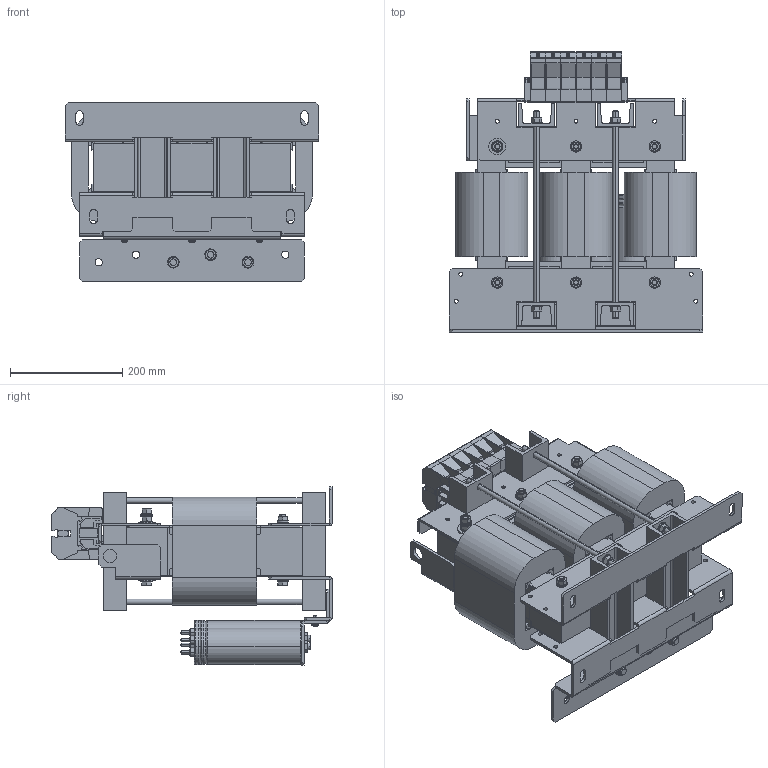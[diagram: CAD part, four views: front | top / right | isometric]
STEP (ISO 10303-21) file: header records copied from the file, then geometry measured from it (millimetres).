
FILE_DESCRIPTION (( 'STEP AP214' ), '1' );
FILE_NAME ('B 1002052.STEP', '2014-04-24T09:56:35', ( '' ), ( '' ), 'SwSTEP 2.0', 'SolidWorks 2012', '' );
FILE_SCHEMA (( 'AUTOMOTIVE_DESIGN' ));
Length unit declared in the file: millimetre
Products named in the file (28): WDU 95N_120N beige +2210-0083; +2216-0033; #050-0965; Eckprofil 7x150mm; +3810-0160; #700-1357; hex thin nut chamfered gradeab_din_Hexagon Thin Nut ISO 4035 - M12 - N; toothed lock washer 1_din_DIN 6797-A13; Isolierbuchse M10_M05; M10x130DIN933; pan head cross recess screw_din_ISO 7045 - M6 x 16 - Z --- 16N; plain washer grade a_din_Washer DIN 125 - A 6.4; M10x120DIN933; curved spring lock washer_din_Spring washer DIN 128 - A10; hex nut style 1 gradeab_din_Hexagon Nut ISO 4032 - M10 - D - N; plain washer grade a_din_Washer DIN 125 - A 10.5; plain washer large_din_Washer DIN 9021 - 10.5; #144-0208; #040-1292; #040-1293a; #050-1043_140303 Version a; #080-0624; #040-1310; Alu-Platte 90x55x2mm; Kern f黵 B 1002052; HGW-Platte 150x80x1mm; Wickel f黵 B 1002052; B 1002052
Assembly tree (128 placements, depth 2):
  B 1002052
    Wickel f黵 B 1002052  x3
    HGW-Platte 150x80x1mm  x6
    Kern f黵 B 1002052
    Alu-Platte 90x55x2mm  x8
    #040-1310
    #080-0624
    #050-1043_140303 Version a
    #040-1293a
    #040-1292
    #144-0208  x6
    plain washer large_din_Washer DIN 9021 - 10.5  x2
    plain washer grade a_din_Washer DIN 125 - A 10.5  x22
    hex nut style 1 gradeab_din_Hexagon Nut ISO 4032 - M10 - D - N  x15
    curved spring lock washer_din_Spring washer DIN 128 - A10
    M10x120DIN933  x5
    plain washer grade a_din_Washer DIN 125 - A 6.4  x3
    pan head cross recess screw_din_ISO 7045 - M6 x 16 - Z --- 16N  x3
    M10x130DIN933
    Isolierbuchse M10_M05  x10
    toothed lock washer 1_din_DIN 6797-A13  x3
    hex thin nut chamfered gradeab_din_Hexagon Thin Nut ISO 4035 - M12 - N  x3
    #700-1357  x4
    +3810-0160  x3
    Eckprofil 7x150mm  x12
    #050-0965  x4
    +2216-0033  x2
    WDU 95N_120N beige +2210-0083  x6
Bounding box: 450 x 498.5 x 318 mm (x, y, z)
Volume: 19340616.4 mm3; surface area: 2769296.5 mm2
Topology: 128 solids, 128 shells, 3890 faces, 10085 edges, 6463 vertices
Faces by surface type: plane 2556, cylinder 916, cone 334, torus 68, bspline 10, sphere 6
Entity records: 35929 total; most frequent: CARTESIAN_POINT 7028, DIRECTION 5770, ORIENTED_EDGE 5576, EDGE_CURVE 2788, VECTOR 1946, LINE 1946, AXIS2_PLACEMENT_3D 1912, VERTEX_POINT 1794
